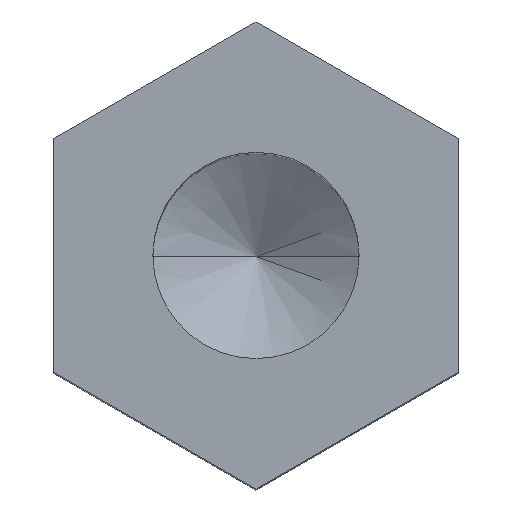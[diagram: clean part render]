
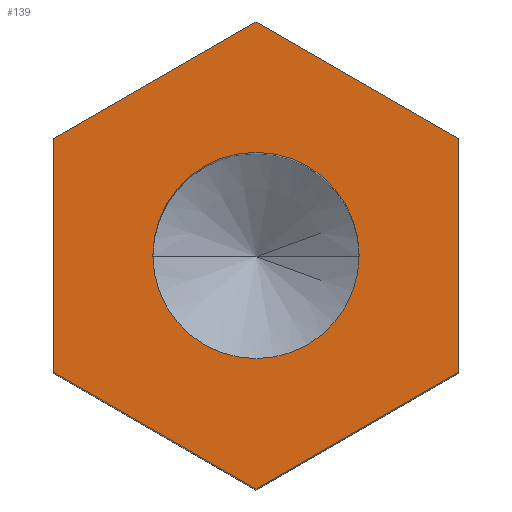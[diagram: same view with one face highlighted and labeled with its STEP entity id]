
A CAD part, top view. The second image highlights one B-rep face of the part: STEP entity #139.
In plain terms, the highlighted planar face has unit normal (0, 0, 1).
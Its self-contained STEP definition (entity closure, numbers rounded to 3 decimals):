
#3 = VECTOR ( 'NONE', #246, 1000. ) ;
#7 = ORIENTED_EDGE ( 'NONE', *, *, #233, .T. ) ;
#10 = DIRECTION ( 'NONE',  ( 1., 0., 0. ) ) ;
#21 = ORIENTED_EDGE ( 'NONE', *, *, #403, .T. ) ;
#45 = AXIS2_PLACEMENT_3D ( 'NONE', #50, #385, #281 ) ;
#50 = CARTESIAN_POINT ( 'NONE',  ( 2.45, -1.415, 12. ) ) ;
#51 = CARTESIAN_POINT ( 'NONE',  ( 0., 0., 12. ) ) ;
#61 = EDGE_LOOP ( 'NONE', ( #7, #21, #151, #100, #231, #241 ) ) ;
#68 = CIRCLE ( 'NONE', #161, 1.25 ) ;
#92 = VERTEX_POINT ( 'NONE', #234 ) ;
#94 = DIRECTION ( 'NONE',  ( 1., 0., 0. ) ) ;
#100 = ORIENTED_EDGE ( 'NONE', *, *, #468, .T. ) ;
#108 = EDGE_CURVE ( 'NONE', #92, #175, #68, .T. ) ;
#116 = VERTEX_POINT ( 'NONE', #419 ) ;
#117 = EDGE_CURVE ( 'NONE', #175, #92, #329, .T. ) ;
#120 = VERTEX_POINT ( 'NONE', #276 ) ;
#138 = CARTESIAN_POINT ( 'NONE',  ( -2.45, 1.415, 12. ) ) ;
#139 = ADVANCED_FACE ( 'NONE', ( #215, #196 ), #198, .T. ) ;
#146 = VERTEX_POINT ( 'NONE', #421 ) ;
#151 = ORIENTED_EDGE ( 'NONE', *, *, #353, .T. ) ;
#157 = CARTESIAN_POINT ( 'NONE',  ( 2.45, -1.415, 12. ) ) ;
#161 = AXIS2_PLACEMENT_3D ( 'NONE', #242, #193, #94 ) ;
#167 = VERTEX_POINT ( 'NONE', #157 ) ;
#168 = ORIENTED_EDGE ( 'NONE', *, *, #108, .F. ) ;
#175 = VERTEX_POINT ( 'NONE', #315 ) ;
#177 = CARTESIAN_POINT ( 'NONE',  ( 2.45, -1.415, 12. ) ) ;
#179 = VECTOR ( 'NONE', #473, 1000. ) ;
#184 = LINE ( 'NONE', #138, #284 ) ;
#193 = DIRECTION ( 'NONE',  ( 0., 0., 1. ) ) ;
#195 = LINE ( 'NONE', #251, #367 ) ;
#196 = FACE_OUTER_BOUND ( 'NONE', #61, .T. ) ;
#198 = PLANE ( 'NONE',  #45 ) ;
#209 = VECTOR ( 'NONE', #293, 1000. ) ;
#214 = CARTESIAN_POINT ( 'NONE',  ( 0., 2.829, 12. ) ) ;
#215 = FACE_BOUND ( 'NONE', #402, .T. ) ;
#222 = LINE ( 'NONE', #177, #179 ) ;
#231 = ORIENTED_EDGE ( 'NONE', *, *, #405, .T. ) ;
#233 = EDGE_CURVE ( 'NONE', #116, #167, #384, .T. ) ;
#234 = CARTESIAN_POINT ( 'NONE',  ( -1.25, 0., 12. ) ) ;
#235 = DIRECTION ( 'NONE',  ( 0., 0., 1. ) ) ;
#241 = ORIENTED_EDGE ( 'NONE', *, *, #349, .T. ) ;
#242 = CARTESIAN_POINT ( 'NONE',  ( 0., 0., 12. ) ) ;
#246 = DIRECTION ( 'NONE',  ( 0.866, 0.5, 0. ) ) ;
#251 = CARTESIAN_POINT ( 'NONE',  ( 0., 2.829, 12. ) ) ;
#255 = CARTESIAN_POINT ( 'NONE',  ( -2.45, -1.415, 12. ) ) ;
#259 = DIRECTION ( 'NONE',  ( 0., -1., 0. ) ) ;
#276 = CARTESIAN_POINT ( 'NONE',  ( -2.45, 1.415, 12. ) ) ;
#281 = DIRECTION ( 'NONE',  ( 1., 0., 0. ) ) ;
#284 = VECTOR ( 'NONE', #259, 1000. ) ;
#293 = DIRECTION ( 'NONE',  ( 0.866, -0.5, 0. ) ) ;
#297 = DIRECTION ( 'NONE',  ( -0.866, -0.5, 0. ) ) ;
#314 = AXIS2_PLACEMENT_3D ( 'NONE', #51, #235, #10 ) ;
#315 = CARTESIAN_POINT ( 'NONE',  ( 1.25, 0., 12. ) ) ;
#320 = CARTESIAN_POINT ( 'NONE',  ( 2.45, 1.415, 12. ) ) ;
#329 = CIRCLE ( 'NONE', #314, 1.25 ) ;
#349 = EDGE_CURVE ( 'NONE', #477, #116, #428, .T. ) ;
#353 = EDGE_CURVE ( 'NONE', #146, #418, #383, .T. ) ;
#367 = VECTOR ( 'NONE', #297, 1000. ) ;
#368 = ORIENTED_EDGE ( 'NONE', *, *, #117, .F. ) ;
#383 = LINE ( 'NONE', #320, #455 ) ;
#384 = LINE ( 'NONE', #387, #3 ) ;
#385 = DIRECTION ( 'NONE',  ( 0., 0., 1. ) ) ;
#387 = CARTESIAN_POINT ( 'NONE',  ( 0., -2.829, 12. ) ) ;
#402 = EDGE_LOOP ( 'NONE', ( #368, #168 ) ) ;
#403 = EDGE_CURVE ( 'NONE', #167, #146, #222, .T. ) ;
#405 = EDGE_CURVE ( 'NONE', #120, #477, #184, .T. ) ;
#418 = VERTEX_POINT ( 'NONE', #214 ) ;
#419 = CARTESIAN_POINT ( 'NONE',  ( 0., -2.829, 12. ) ) ;
#421 = CARTESIAN_POINT ( 'NONE',  ( 2.45, 1.415, 12. ) ) ;
#428 = LINE ( 'NONE', #438, #209 ) ;
#431 = DIRECTION ( 'NONE',  ( -0.866, 0.5, 0. ) ) ;
#438 = CARTESIAN_POINT ( 'NONE',  ( -2.45, -1.415, 12. ) ) ;
#455 = VECTOR ( 'NONE', #431, 1000. ) ;
#468 = EDGE_CURVE ( 'NONE', #418, #120, #195, .T. ) ;
#473 = DIRECTION ( 'NONE',  ( 0., 1., 0. ) ) ;
#477 = VERTEX_POINT ( 'NONE', #255 ) ;
